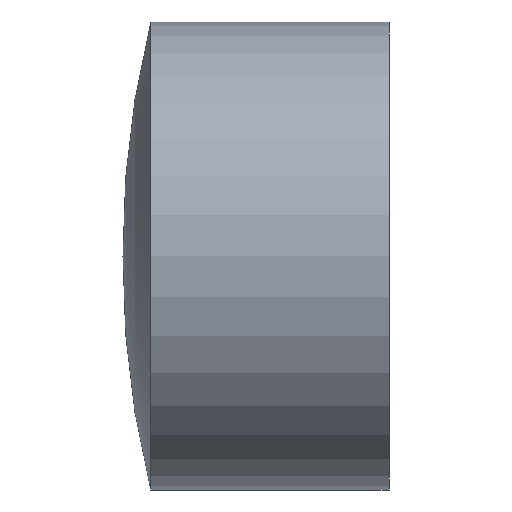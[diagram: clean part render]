
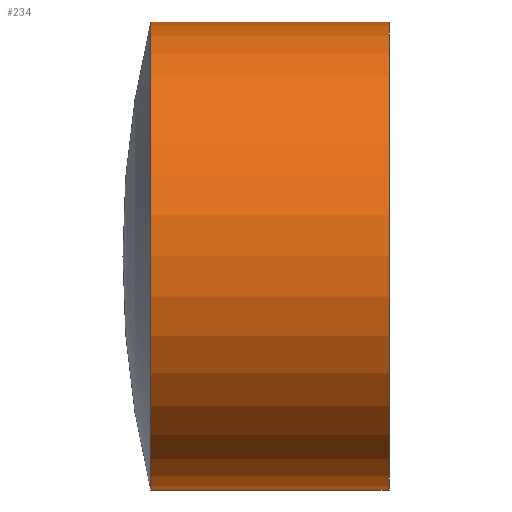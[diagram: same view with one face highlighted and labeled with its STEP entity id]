
A CAD part, left-side view. The second image highlights one B-rep face of the part: STEP entity #234.
In plain terms, the highlighted cylindrical face has radius 177.5 mm (diameter 355 mm), a partial arc.
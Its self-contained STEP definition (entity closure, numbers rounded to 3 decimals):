
#2 = ORIENTED_EDGE ( 'NONE', *, *, #122, .T. ) ;
#17 = CARTESIAN_POINT ( 'NONE',  ( 0., 0., -177.5 ) ) ;
#31 = AXIS2_PLACEMENT_3D ( 'NONE', #127, #222, #304 ) ;
#32 = CIRCLE ( 'NONE', #31, 177.5 ) ;
#45 = VERTEX_POINT ( 'NONE', #290 ) ;
#55 = DIRECTION ( 'NONE',  ( 0., -1., 0. ) ) ;
#67 = DIRECTION ( 'NONE',  ( 0., -1., 0. ) ) ;
#72 = AXIS2_PLACEMENT_3D ( 'NONE', #282, #67, #183 ) ;
#77 = ORIENTED_EDGE ( 'NONE', *, *, #268, .F. ) ;
#82 = VECTOR ( 'NONE', #302, 1000. ) ;
#84 = CARTESIAN_POINT ( 'NONE',  ( 0., 0., -177.5 ) ) ;
#92 = FACE_OUTER_BOUND ( 'NONE', #223, .T. ) ;
#95 = CARTESIAN_POINT ( 'NONE',  ( 0., 180.683, 177.5 ) ) ;
#103 = EDGE_CURVE ( 'NONE', #286, #305, #126, .T. ) ;
#106 = VECTOR ( 'NONE', #195, 1000. ) ;
#122 = EDGE_CURVE ( 'NONE', #305, #207, #294, .T. ) ;
#123 = LINE ( 'NONE', #221, #82 ) ;
#125 = AXIS2_PLACEMENT_3D ( 'NONE', #275, #55, #173 ) ;
#126 = CIRCLE ( 'NONE', #125, 177.5 ) ;
#127 = CARTESIAN_POINT ( 'NONE',  ( 0., 0., 0. ) ) ;
#131 = ORIENTED_EDGE ( 'NONE', *, *, #103, .T. ) ;
#160 = CARTESIAN_POINT ( 'NONE',  ( 0., 180.683, -177.5 ) ) ;
#173 = DIRECTION ( 'NONE',  ( 0., 0., -1. ) ) ;
#183 = DIRECTION ( 'NONE',  ( 0., 0., -1. ) ) ;
#195 = DIRECTION ( 'NONE',  ( 0., -1., 0. ) ) ;
#202 = CYLINDRICAL_SURFACE ( 'NONE', #72, 177.5 ) ;
#207 = VERTEX_POINT ( 'NONE', #17 ) ;
#215 = EDGE_CURVE ( 'NONE', #286, #45, #123, .T. ) ;
#221 = CARTESIAN_POINT ( 'NONE',  ( 0., 0., 177.5 ) ) ;
#222 = DIRECTION ( 'NONE',  ( 0., -1., 0. ) ) ;
#223 = EDGE_LOOP ( 'NONE', ( #250, #131, #2, #77 ) ) ;
#234 = ADVANCED_FACE ( 'NONE', ( #92 ), #202, .T. ) ;
#250 = ORIENTED_EDGE ( 'NONE', *, *, #215, .F. ) ;
#268 = EDGE_CURVE ( 'NONE', #45, #207, #32, .T. ) ;
#275 = CARTESIAN_POINT ( 'NONE',  ( 0., 180.683, 0. ) ) ;
#282 = CARTESIAN_POINT ( 'NONE',  ( 0., 0., 0. ) ) ;
#286 = VERTEX_POINT ( 'NONE', #95 ) ;
#290 = CARTESIAN_POINT ( 'NONE',  ( 0., 0., 177.5 ) ) ;
#294 = LINE ( 'NONE', #84, #106 ) ;
#302 = DIRECTION ( 'NONE',  ( 0., -1., 0. ) ) ;
#304 = DIRECTION ( 'NONE',  ( 0., 0., -1. ) ) ;
#305 = VERTEX_POINT ( 'NONE', #160 ) ;
